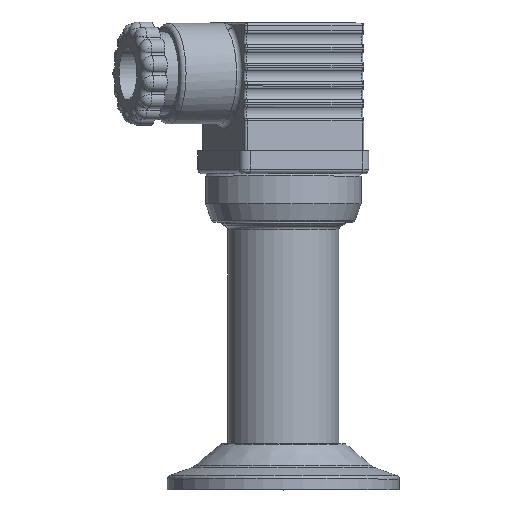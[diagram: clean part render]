
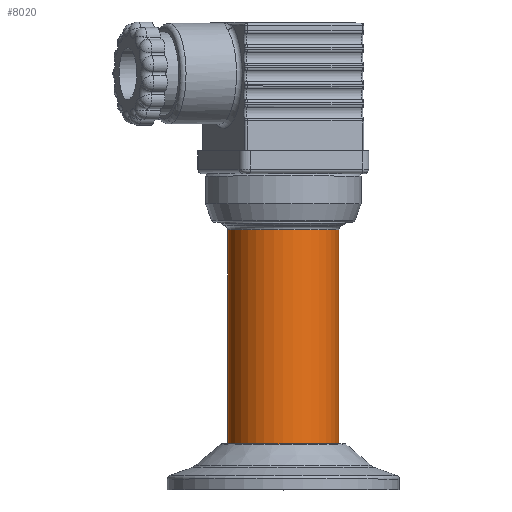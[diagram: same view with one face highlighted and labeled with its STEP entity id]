
A CAD part, top view. The second image highlights one B-rep face of the part: STEP entity #8020.
In plain terms, the highlighted cylindrical face has radius 12.1 mm (diameter 24.2 mm), a full revolution.
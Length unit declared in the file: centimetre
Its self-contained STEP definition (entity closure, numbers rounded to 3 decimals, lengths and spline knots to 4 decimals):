
#292=CYLINDRICAL_SURFACE('',#9063,1.21);
#684=FACE_BOUND('',#1709,.T.);
#1169=FACE_OUTER_BOUND('',#1708,.T.);
#1708=EDGE_LOOP('',(#6960));
#1709=EDGE_LOOP('',(#6961));
#2285=CIRCLE('',#8043,1.21);
#2893=CIRCLE('',#9062,1.21);
#2959=VERTEX_POINT('',#11689);
#3589=VERTEX_POINT('',#16248);
#3655=EDGE_CURVE('',#2959,#2959,#2285,.T.);
#4713=EDGE_CURVE('',#3589,#3589,#2893,.T.);
#6960=ORIENTED_EDGE('',*,*,#3655,.F.);
#6961=ORIENTED_EDGE('',*,*,#4713,.T.);
#8020=ADVANCED_FACE('',(#1169,#684),#292,.T.);
#8043=AXIS2_PLACEMENT_3D('',#11690,#9122,#9123);
#9062=AXIS2_PLACEMENT_3D('',#16249,#11423,#11424);
#9063=AXIS2_PLACEMENT_3D('',#16250,#11425,#11426);
#9122=DIRECTION('center_axis',(0.,-1.,0.));
#9123=DIRECTION('ref_axis',(1.,0.,0.));
#11423=DIRECTION('center_axis',(0.,-1.,0.));
#11424=DIRECTION('ref_axis',(1.,0.,0.));
#11425=DIRECTION('center_axis',(0.,-1.,0.));
#11426=DIRECTION('ref_axis',(1.,0.,0.));
#11689=CARTESIAN_POINT('',(1.333,-0.9003,0.0156));
#11690=CARTESIAN_POINT('Origin',(0.123,-0.9003,0.0156));
#16248=CARTESIAN_POINT('',(1.333,3.7597,0.0156));
#16249=CARTESIAN_POINT('Origin',(0.123,3.7597,0.0156));
#16250=CARTESIAN_POINT('Origin',(0.123,1.4297,0.0156));
